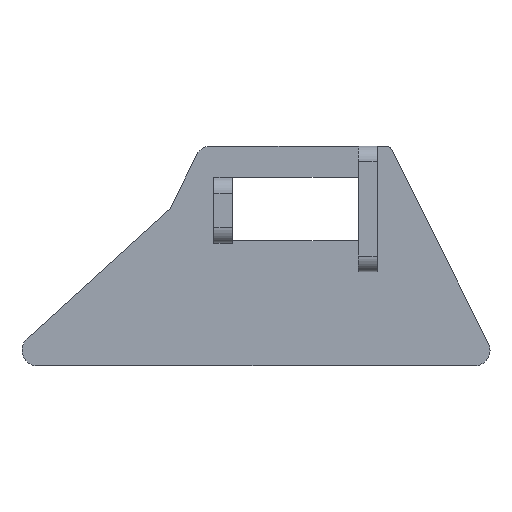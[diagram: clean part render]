
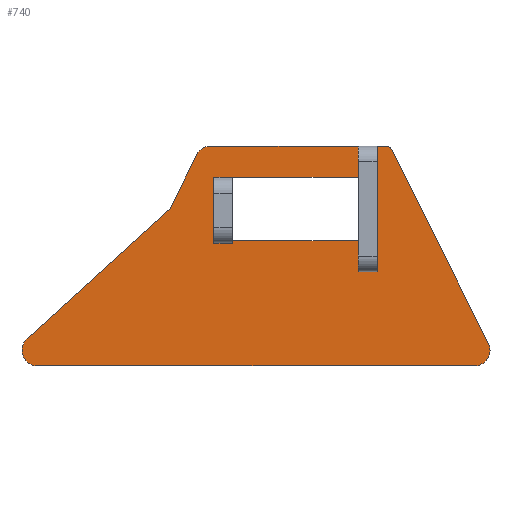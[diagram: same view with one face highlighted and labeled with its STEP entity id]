
A CAD part, front view. The second image highlights one B-rep face of the part: STEP entity #740.
In plain terms, the highlighted planar face has unit normal (0, -1, 0).
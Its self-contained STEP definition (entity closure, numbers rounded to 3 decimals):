
#48=PLANE('',#819);
#76=FACE_OUTER_BOUND('',#125,.T.);
#125=EDGE_LOOP('',(#601,#602,#603,#604,#605,#606,#607,#608,#609,#610,#611,
#612,#613,#614,#615,#616,#617,#618,#619,#620,#621));
#154=LINE('',#1105,#222);
#156=LINE('',#1119,#224);
#160=LINE('',#1127,#228);
#166=LINE('',#1142,#234);
#171=LINE('',#1160,#239);
#175=LINE('',#1168,#243);
#179=LINE('',#1180,#247);
#186=LINE('',#1199,#254);
#195=LINE('',#1221,#263);
#197=LINE('',#1225,#265);
#198=LINE('',#1226,#266);
#199=LINE('',#1227,#267);
#200=LINE('',#1229,#268);
#201=LINE('',#1230,#269);
#202=LINE('',#1233,#270);
#203=LINE('',#1237,#271);
#222=VECTOR('',#887,10.);
#224=VECTOR('',#901,10.);
#228=VECTOR('',#905,10.);
#234=VECTOR('',#919,10.);
#239=VECTOR('',#934,10.);
#243=VECTOR('',#942,10.);
#247=VECTOR('',#956,10.);
#254=VECTOR('',#971,10.);
#263=VECTOR('',#990,10.);
#265=VECTOR('',#994,10.);
#266=VECTOR('',#995,10.);
#267=VECTOR('',#996,10.);
#268=VECTOR('',#997,10.);
#269=VECTOR('',#998,10.);
#270=VECTOR('',#1001,10.);
#271=VECTOR('',#1004,10.);
#299=CIRCLE('',#795,2.);
#306=CIRCLE('',#811,3.);
#311=CIRCLE('',#820,5.);
#312=CIRCLE('',#821,5.);
#313=CIRCLE('',#822,5.);
#332=VERTEX_POINT('',#1102);
#333=VERTEX_POINT('',#1104);
#339=VERTEX_POINT('',#1118);
#342=VERTEX_POINT('',#1124);
#343=VERTEX_POINT('',#1126);
#345=VERTEX_POINT('',#1132);
#348=VERTEX_POINT('',#1140);
#355=VERTEX_POINT('',#1157);
#356=VERTEX_POINT('',#1159);
#358=VERTEX_POINT('',#1167);
#361=VERTEX_POINT('',#1179);
#364=VERTEX_POINT('',#1185);
#365=VERTEX_POINT('',#1189);
#366=VERTEX_POINT('',#1190);
#369=VERTEX_POINT('',#1198);
#377=VERTEX_POINT('',#1220);
#378=VERTEX_POINT('',#1224);
#379=VERTEX_POINT('',#1228);
#380=VERTEX_POINT('',#1232);
#381=VERTEX_POINT('',#1234);
#382=VERTEX_POINT('',#1236);
#404=EDGE_CURVE('',#333,#332,#154,.T.);
#411=EDGE_CURVE('',#333,#339,#156,.T.);
#415=EDGE_CURVE('',#343,#342,#160,.T.);
#418=EDGE_CURVE('',#339,#345,#299,.T.);
#423=EDGE_CURVE('',#332,#348,#166,.T.);
#431=EDGE_CURVE('',#355,#356,#171,.T.);
#435=EDGE_CURVE('',#356,#358,#175,.T.);
#441=EDGE_CURVE('',#358,#361,#179,.T.);
#446=EDGE_CURVE('',#365,#366,#306,.T.);
#450=EDGE_CURVE('',#366,#369,#186,.T.);
#462=EDGE_CURVE('',#345,#377,#195,.T.);
#464=EDGE_CURVE('',#348,#378,#197,.T.);
#465=EDGE_CURVE('',#361,#378,#198,.F.);
#466=EDGE_CURVE('',#355,#364,#199,.T.);
#467=EDGE_CURVE('',#364,#379,#200,.T.);
#468=EDGE_CURVE('',#379,#343,#201,.T.);
#469=EDGE_CURVE('',#369,#342,#311,.T.);
#470=EDGE_CURVE('',#365,#380,#202,.T.);
#471=EDGE_CURVE('',#381,#380,#312,.T.);
#472=EDGE_CURVE('',#381,#382,#203,.T.);
#473=EDGE_CURVE('',#377,#382,#313,.T.);
#601=ORIENTED_EDGE('',*,*,#418,.F.);
#602=ORIENTED_EDGE('',*,*,#411,.F.);
#603=ORIENTED_EDGE('',*,*,#404,.T.);
#604=ORIENTED_EDGE('',*,*,#423,.T.);
#605=ORIENTED_EDGE('',*,*,#464,.T.);
#606=ORIENTED_EDGE('',*,*,#465,.F.);
#607=ORIENTED_EDGE('',*,*,#441,.F.);
#608=ORIENTED_EDGE('',*,*,#435,.F.);
#609=ORIENTED_EDGE('',*,*,#431,.F.);
#610=ORIENTED_EDGE('',*,*,#466,.T.);
#611=ORIENTED_EDGE('',*,*,#467,.T.);
#612=ORIENTED_EDGE('',*,*,#468,.T.);
#613=ORIENTED_EDGE('',*,*,#415,.T.);
#614=ORIENTED_EDGE('',*,*,#469,.F.);
#615=ORIENTED_EDGE('',*,*,#450,.F.);
#616=ORIENTED_EDGE('',*,*,#446,.F.);
#617=ORIENTED_EDGE('',*,*,#470,.T.);
#618=ORIENTED_EDGE('',*,*,#471,.F.);
#619=ORIENTED_EDGE('',*,*,#472,.T.);
#620=ORIENTED_EDGE('',*,*,#473,.F.);
#621=ORIENTED_EDGE('',*,*,#462,.F.);
#740=ADVANCED_FACE('',(#76),#48,.F.);
#795=AXIS2_PLACEMENT_3D('',#1133,#910,#911);
#811=AXIS2_PLACEMENT_3D('',#1191,#963,#964);
#819=AXIS2_PLACEMENT_3D('',#1223,#992,#993);
#820=AXIS2_PLACEMENT_3D('',#1231,#999,#1000);
#821=AXIS2_PLACEMENT_3D('',#1235,#1002,#1003);
#822=AXIS2_PLACEMENT_3D('',#1238,#1005,#1006);
#887=DIRECTION('',(0.,0.,-1.));
#901=DIRECTION('',(1.,0.,0.));
#905=DIRECTION('',(-1.,0.,0.));
#910=DIRECTION('center_axis',(0.,1.,0.));
#911=DIRECTION('ref_axis',(0.526,0.,0.851));
#919=DIRECTION('',(-1.,0.,0.));
#934=DIRECTION('',(0.,0.,-1.));
#942=DIRECTION('',(1.,0.,0.));
#956=DIRECTION('',(0.,0.,1.));
#963=DIRECTION('center_axis',(0.,-1.,0.));
#964=DIRECTION('ref_axis',(0.798,0.,-0.602));
#971=DIRECTION('',(0.443,0.,0.896));
#990=DIRECTION('',(0.447,0.,-0.894));
#992=DIRECTION('center_axis',(0.,1.,0.));
#993=DIRECTION('ref_axis',(1.,0.,0.));
#994=DIRECTION('',(0.,0.,1.));
#995=DIRECTION('',(-1.,0.,0.));
#996=DIRECTION('',(1.,0.,0.));
#997=DIRECTION('',(1.,0.,0.));
#998=DIRECTION('',(0.,0.,1.));
#999=DIRECTION('center_axis',(0.,1.,0.));
#1000=DIRECTION('ref_axis',(-0.528,0.,0.85));
#1001=DIRECTION('',(-0.74,0.,-0.673));
#1002=DIRECTION('center_axis',(0.,1.,0.));
#1003=DIRECTION('ref_axis',(-0.933,0.,-0.361));
#1004=DIRECTION('',(1.,0.,0.));
#1005=DIRECTION('center_axis',(0.,1.,0.));
#1006=DIRECTION('ref_axis',(0.851,0.,-0.526));
#1102=CARTESIAN_POINT('',(121.,0.,30.));
#1104=CARTESIAN_POINT('',(121.,0.,70.));
#1105=CARTESIAN_POINT('',(121.,0.,30.));
#1118=CARTESIAN_POINT('',(123.764,0.,70.));
#1119=CARTESIAN_POINT('',(94.948,0.,70.));
#1124=CARTESIAN_POINT('',(68.,0.,70.));
#1126=CARTESIAN_POINT('',(115.,0.,70.));
#1127=CARTESIAN_POINT('',(160.,0.,70.));
#1132=CARTESIAN_POINT('',(125.553,0.,68.894));
#1133=CARTESIAN_POINT('Origin',(123.764,0.,68.));
#1140=CARTESIAN_POINT('',(115.,0.,30.));
#1142=CARTESIAN_POINT('',(125.,0.,30.));
#1157=CARTESIAN_POINT('',(69.,0.,60.));
#1159=CARTESIAN_POINT('',(69.,0.,39.));
#1160=CARTESIAN_POINT('',(69.,0.,47.5));
#1167=CARTESIAN_POINT('',(74.9,0.,39.));
#1168=CARTESIAN_POINT('',(75.,0.,39.));
#1179=CARTESIAN_POINT('',(74.9,0.,39.9));
#1180=CARTESIAN_POINT('',(74.9,0.,37.5));
#1185=CARTESIAN_POINT('',(74.9,0.,60.));
#1189=CARTESIAN_POINT('',(54.581,0.,49.619));
#1190=CARTESIAN_POINT('',(55.251,0.,50.508));
#1191=CARTESIAN_POINT('Origin',(52.563,0.,51.838));
#1198=CARTESIAN_POINT('',(63.519,0.,67.217));
#1199=CARTESIAN_POINT('',(55.,0.,50.));
#1220=CARTESIAN_POINT('',(156.382,0.,7.236));
#1221=CARTESIAN_POINT('',(125.,0.,70.));
#1223=CARTESIAN_POINT('Origin',(80.,0.,35.));
#1224=CARTESIAN_POINT('',(115.,0.,39.9));
#1225=CARTESIAN_POINT('',(115.,0.,30.));
#1226=CARTESIAN_POINT('',(75.,0.,39.9));
#1227=CARTESIAN_POINT('',(75.,0.,60.));
#1228=CARTESIAN_POINT('',(115.,0.,60.));
#1229=CARTESIAN_POINT('',(75.,0.,60.));
#1230=CARTESIAN_POINT('',(115.,0.,30.));
#1231=CARTESIAN_POINT('Origin',(68.,0.,65.));
#1232=CARTESIAN_POINT('',(9.57,0.,8.7));
#1233=CARTESIAN_POINT('',(55.,0.,50.));
#1234=CARTESIAN_POINT('',(12.933,0.,0.));
#1235=CARTESIAN_POINT('Origin',(12.933,0.,5.));
#1236=CARTESIAN_POINT('',(151.91,0.,0.));
#1237=CARTESIAN_POINT('',(0.,0.,0.));
#1238=CARTESIAN_POINT('Origin',(151.91,0.,5.));
